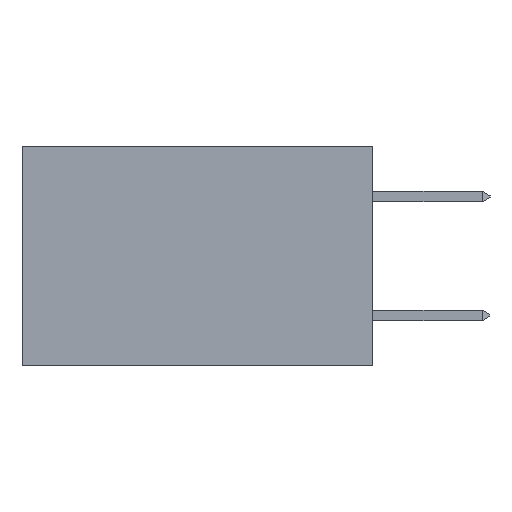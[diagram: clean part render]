
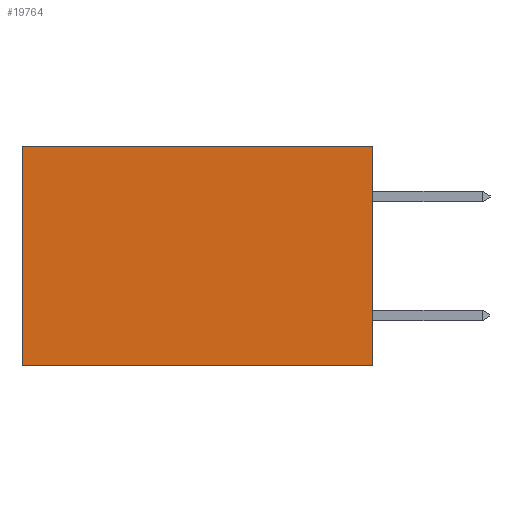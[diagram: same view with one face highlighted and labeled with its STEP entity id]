
A CAD part, left-side view. The second image highlights one B-rep face of the part: STEP entity #19764.
In plain terms, the highlighted planar face has unit normal (-1, 0, 0).
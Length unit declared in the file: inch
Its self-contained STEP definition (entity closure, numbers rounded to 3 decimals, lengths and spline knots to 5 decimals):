
#1607 = VERTEX_POINT ( 'NONE', #2818 ) ;
#2818 = CARTESIAN_POINT ( 'NONE',  ( 0.277, 0., 0. ) ) ;
#4663 = FACE_OUTER_BOUND ( 'NONE', #11521, .T. ) ;
#5621 = EDGE_CURVE ( 'NONE', #14507, #24938, #23519, .T. ) ;
#5910 = LINE ( 'NONE', #24060, #23314 ) ;
#5966 = VECTOR ( 'NONE', #26587, 39.37008 ) ;
#6043 = VECTOR ( 'NONE', #13350, 39.37008 ) ;
#6662 = LINE ( 'NONE', #25638, #5966 ) ;
#7822 = EDGE_CURVE ( 'NONE', #1607, #14507, #6662, .T. ) ;
#8742 = EDGE_CURVE ( 'NONE', #1607, #25503, #5910, .T. ) ;
#11061 = CARTESIAN_POINT ( 'NONE',  ( 0.277, 0., -0.37 ) ) ;
#11252 = DIRECTION ( 'NONE',  ( 1., 0., 0. ) ) ;
#11521 = EDGE_LOOP ( 'NONE', ( #14591, #24795, #27503, #20430 ) ) ;
#12065 = LINE ( 'NONE', #29242, #6043 ) ;
#13350 = DIRECTION ( 'NONE',  ( 0., 0., -1. ) ) ;
#14265 = CARTESIAN_POINT ( 'NONE',  ( 0.277, 0.59, 0. ) ) ;
#14507 = VERTEX_POINT ( 'NONE', #21714 ) ;
#14591 = ORIENTED_EDGE ( 'NONE', *, *, #19710, .T. ) ;
#19514 = CARTESIAN_POINT ( 'NONE',  ( 0.277, 0., -0.37 ) ) ;
#19625 = DIRECTION ( 'NONE',  ( 0., 1., 0. ) ) ;
#19710 = EDGE_CURVE ( 'NONE', #25503, #24938, #12065, .T. ) ;
#19764 = ADVANCED_FACE ( 'NONE', ( #4663 ), #24891, .F. ) ;
#20430 = ORIENTED_EDGE ( 'NONE', *, *, #8742, .T. ) ;
#21714 = CARTESIAN_POINT ( 'NONE',  ( 0.277, 0., -0.37 ) ) ;
#21749 = AXIS2_PLACEMENT_3D ( 'NONE', #11061, #11252, #27179 ) ;
#23314 = VECTOR ( 'NONE', #23697, 39.37008 ) ;
#23519 = LINE ( 'NONE', #19514, #28844 ) ;
#23697 = DIRECTION ( 'NONE',  ( 0., 1., 0. ) ) ;
#24060 = CARTESIAN_POINT ( 'NONE',  ( 0.277, 0., 0. ) ) ;
#24795 = ORIENTED_EDGE ( 'NONE', *, *, #5621, .F. ) ;
#24891 = PLANE ( 'NONE',  #21749 ) ;
#24938 = VERTEX_POINT ( 'NONE', #28395 ) ;
#25503 = VERTEX_POINT ( 'NONE', #14265 ) ;
#25638 = CARTESIAN_POINT ( 'NONE',  ( 0.277, 0., -0.37 ) ) ;
#26587 = DIRECTION ( 'NONE',  ( 0., 0., -1. ) ) ;
#27179 = DIRECTION ( 'NONE',  ( 0., 0., -1. ) ) ;
#27503 = ORIENTED_EDGE ( 'NONE', *, *, #7822, .F. ) ;
#28395 = CARTESIAN_POINT ( 'NONE',  ( 0.277, 0.59, -0.37 ) ) ;
#28844 = VECTOR ( 'NONE', #19625, 39.37008 ) ;
#29242 = CARTESIAN_POINT ( 'NONE',  ( 0.277, 0.59, -0.37 ) ) ;
